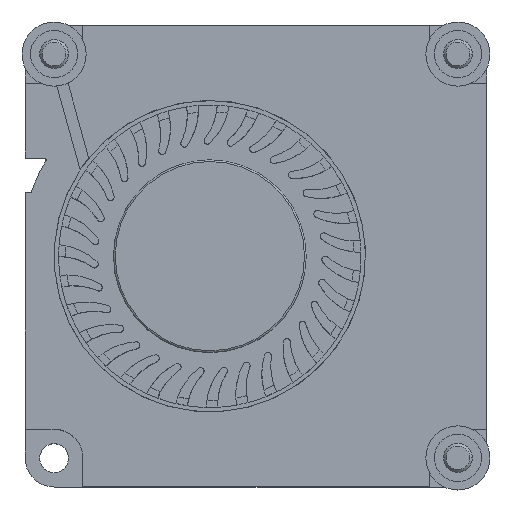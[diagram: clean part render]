
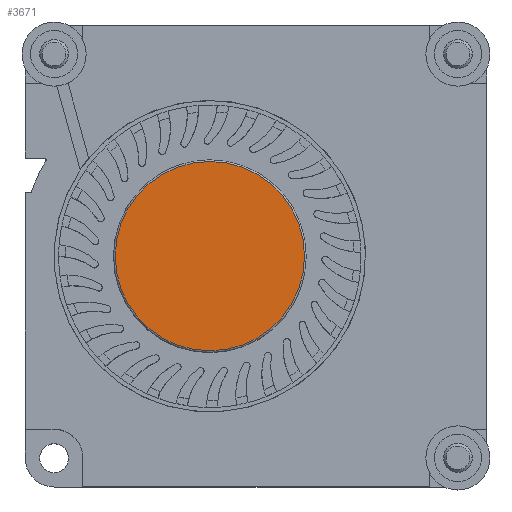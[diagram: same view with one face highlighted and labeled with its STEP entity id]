
A CAD part, top view. The second image highlights one B-rep face of the part: STEP entity #3671.
In plain terms, the highlighted planar face has unit normal (0, 0, 1).
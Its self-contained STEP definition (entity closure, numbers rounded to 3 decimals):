
#3525 = EDGE_CURVE('',#3526,#3526,#3528,.T.);
#3526 = VERTEX_POINT('',#3527);
#3527 = CARTESIAN_POINT('',(4.2,0.,10.));
#3528 = SURFACE_CURVE('',#3529,(#3534,#3546),.PCURVE_S1.);
#3529 = CIRCLE('',#3530,8.2);
#3530 = AXIS2_PLACEMENT_3D('',#3531,#3532,#3533);
#3531 = CARTESIAN_POINT('',(-4.,0.,10.));
#3532 = DIRECTION('',(0.,0.,-1.));
#3533 = DIRECTION('',(-1.,0.,0.));
#3534 = PCURVE('',#3535,#3540);
#3535 = TOROIDAL_SURFACE('',#3536,8.2,0.15);
#3536 = AXIS2_PLACEMENT_3D('',#3537,#3538,#3539);
#3537 = CARTESIAN_POINT('',(-4.,0.,9.85));
#3538 = DIRECTION('',(0.,0.,-1.));
#3539 = DIRECTION('',(-1.,0.,0.));
#3540 = DEFINITIONAL_REPRESENTATION('',(#3541),#3545);
#3541 = LINE('',#3542,#3543);
#3542 = CARTESIAN_POINT('',(0.,4.712));
#3543 = VECTOR('',#3544,1.);
#3544 = DIRECTION('',(1.,0.));
#3545 = ( GEOMETRIC_REPRESENTATION_CONTEXT(2) 
PARAMETRIC_REPRESENTATION_CONTEXT() REPRESENTATION_CONTEXT('2D SPACE',''
  ) );
#3546 = PCURVE('',#3547,#3552);
#3547 = PLANE('',#3548);
#3548 = AXIS2_PLACEMENT_3D('',#3549,#3550,#3551);
#3549 = CARTESIAN_POINT('',(-4.,0.,10.));
#3550 = DIRECTION('',(0.,0.,1.));
#3551 = DIRECTION('',(1.,0.,-0.));
#3552 = DEFINITIONAL_REPRESENTATION('',(#3553),#3561);
#3553 = ( BOUNDED_CURVE() B_SPLINE_CURVE(2,(#3554,#3555,#3556,#3557,
#3558,#3559,#3560),.UNSPECIFIED.,.T.,.F.) B_SPLINE_CURVE_WITH_KNOTS((1,2
    ,2,2,2,1),(-2.094,0.,2.094,4.189,
6.283,8.378),.UNSPECIFIED.) CURVE() 
GEOMETRIC_REPRESENTATION_ITEM() RATIONAL_B_SPLINE_CURVE((1.,0.5,1.,0.5,
1.,0.5,1.)) REPRESENTATION_ITEM('') );
#3554 = CARTESIAN_POINT('',(-8.2,0.));
#3555 = CARTESIAN_POINT('',(-8.2,14.203));
#3556 = CARTESIAN_POINT('',(4.1,7.101));
#3557 = CARTESIAN_POINT('',(16.4,0.));
#3558 = CARTESIAN_POINT('',(4.1,-7.101));
#3559 = CARTESIAN_POINT('',(-8.2,-14.203));
#3560 = CARTESIAN_POINT('',(-8.2,0.));
#3561 = ( GEOMETRIC_REPRESENTATION_CONTEXT(2) 
PARAMETRIC_REPRESENTATION_CONTEXT() REPRESENTATION_CONTEXT('2D SPACE',''
  ) );
#3671 = ADVANCED_FACE('',(#3672),#3547,.T.);
#3672 = FACE_BOUND('',#3673,.T.);
#3673 = EDGE_LOOP('',(#3674));
#3674 = ORIENTED_EDGE('',*,*,#3525,.F.);
